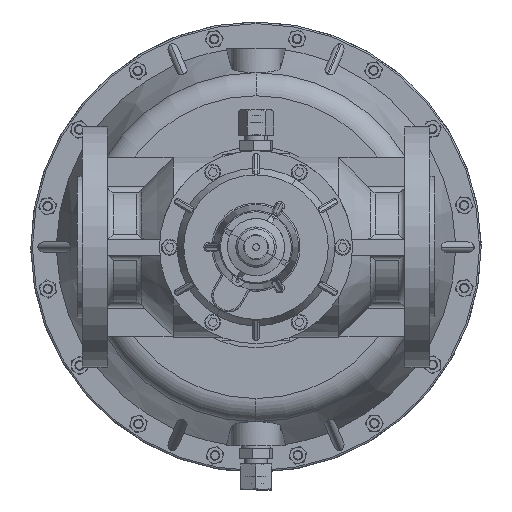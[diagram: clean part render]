
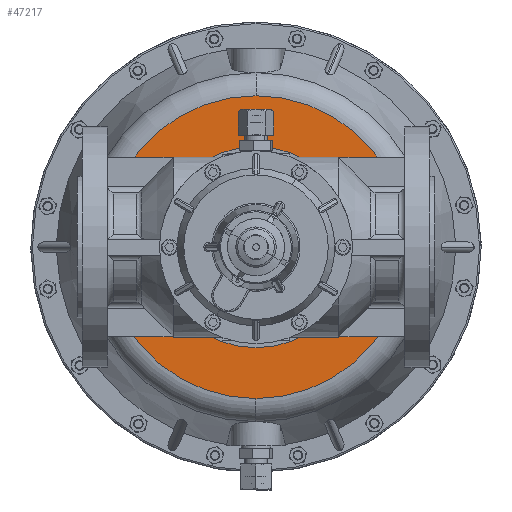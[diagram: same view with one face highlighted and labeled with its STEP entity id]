
A CAD part, front view. The second image highlights one B-rep face of the part: STEP entity #47217.
In plain terms, the highlighted planar face has unit normal (0, -1, 0).
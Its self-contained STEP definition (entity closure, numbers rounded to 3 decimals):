
#173 = CARTESIAN_POINT ( 'NONE',  ( -56.165, 4.702, 783.438 ) ) ;
#975 = CIRCLE ( 'NONE', #33831, 4.25 ) ;
#1589 = DIRECTION ( 'NONE',  ( 1., 0., 0. ) ) ;
#2216 = ORIENTED_EDGE ( 'NONE', *, *, #99625, .F. ) ;
#2806 = ORIENTED_EDGE ( 'NONE', *, *, #52596, .F. ) ;
#4413 = DIRECTION ( 'NONE',  ( 0., 0., 1. ) ) ;
#4657 = CARTESIAN_POINT ( 'NONE',  ( -56.165, 4.702, 689.3 ) ) ;
#4850 = EDGE_LOOP ( 'NONE', ( #7389, #2806 ) ) ;
#6144 = CARTESIAN_POINT ( 'NONE',  ( -91.697, 4.702, 653.768 ) ) ;
#6704 = EDGE_LOOP ( 'NONE', ( #38005, #62547 ) ) ;
#7389 = ORIENTED_EDGE ( 'NONE', *, *, #100277, .F. ) ;
#7438 = DIRECTION ( 'NONE',  ( 0., -1., 0. ) ) ;
#10559 = AXIS2_PLACEMENT_3D ( 'NONE', #6144, #39094, #82771 ) ;
#12283 = DIRECTION ( 'NONE',  ( 1., 0., 0. ) ) ;
#13038 = CARTESIAN_POINT ( 'NONE',  ( -91.697, 4.702, 658.018 ) ) ;
#14426 = CIRCLE ( 'NONE', #97949, 4.25 ) ;
#15832 = ORIENTED_EDGE ( 'NONE', *, *, #21479, .T. ) ;
#17179 = FACE_BOUND ( 'NONE', #64954, .T. ) ;
#17893 = DIRECTION ( 'NONE',  ( -1., 0., 0. ) ) ;
#18435 = FACE_BOUND ( 'NONE', #92274, .T. ) ;
#19883 = EDGE_CURVE ( 'NONE', #93745, #35314, #75656, .T. ) ;
#21479 = EDGE_CURVE ( 'NONE', #44912, #30215, #100674, .T. ) ;
#22294 = ORIENTED_EDGE ( 'NONE', *, *, #71439, .F. ) ;
#23001 = CARTESIAN_POINT ( 'NONE',  ( -24.883, 4.702, 653.768 ) ) ;
#23568 = CARTESIAN_POINT ( 'NONE',  ( -16.383, 4.702, 653.768 ) ) ;
#23752 = FACE_BOUND ( 'NONE', #6704, .T. ) ;
#24340 = CIRCLE ( 'NONE', #98659, 4.25 ) ;
#24446 = DIRECTION ( 'NONE',  ( 0., 0., 1. ) ) ;
#26541 = ORIENTED_EDGE ( 'NONE', *, *, #33697, .F. ) ;
#28467 = CARTESIAN_POINT ( 'NONE',  ( -20.633, 4.702, 724.832 ) ) ;
#28826 = DIRECTION ( 'NONE',  ( 0., 0., -1. ) ) ;
#29314 = CARTESIAN_POINT ( 'NONE',  ( -91.697, 4.702, 649.518 ) ) ;
#30215 = VERTEX_POINT ( 'NONE', #98640 ) ;
#31948 = AXIS2_PLACEMENT_3D ( 'NONE', #34587, #68262, #17893 ) ;
#32087 = VERTEX_POINT ( 'NONE', #62733 ) ;
#33697 = EDGE_CURVE ( 'NONE', #95728, #104177, #55124, .T. ) ;
#33831 = AXIS2_PLACEMENT_3D ( 'NONE', #65563, #7438, #24446 ) ;
#34395 = EDGE_CURVE ( 'NONE', #30215, #44912, #108015, .T. ) ;
#34587 = CARTESIAN_POINT ( 'NONE',  ( -20.633, 4.702, 653.768 ) ) ;
#34791 = CIRCLE ( 'NONE', #37449, 45.75 ) ;
#35314 = VERTEX_POINT ( 'NONE', #13038 ) ;
#37396 = DIRECTION ( 'NONE',  ( 0., -1., 0. ) ) ;
#37449 = AXIS2_PLACEMENT_3D ( 'NONE', #47465, #39325, #40080 ) ;
#37766 = DIRECTION ( 'NONE',  ( 0., 0., 1. ) ) ;
#38005 = ORIENTED_EDGE ( 'NONE', *, *, #102446, .F. ) ;
#39094 = DIRECTION ( 'NONE',  ( 0., -1., 0. ) ) ;
#39244 = AXIS2_PLACEMENT_3D ( 'NONE', #96571, #37396, #4413 ) ;
#39325 = DIRECTION ( 'NONE',  ( 0., -1., 0. ) ) ;
#40080 = DIRECTION ( 'NONE',  ( 0., 0., 1. ) ) ;
#40455 = CARTESIAN_POINT ( 'NONE',  ( -91.697, 4.702, 724.832 ) ) ;
#41968 = VERTEX_POINT ( 'NONE', #45945 ) ;
#44912 = VERTEX_POINT ( 'NONE', #173 ) ;
#45945 = CARTESIAN_POINT ( 'NONE',  ( -87.447, 4.702, 724.832 ) ) ;
#46055 = AXIS2_PLACEMENT_3D ( 'NONE', #91103, #49995, #65906 ) ;
#47217 = ADVANCED_FACE ( 'NONE', ( #18435, #23752, #17179, #71455, #88634, #66154 ), #53644, .T. ) ;
#47362 = DIRECTION ( 'NONE',  ( -1., 0., 0. ) ) ;
#47465 = CARTESIAN_POINT ( 'NONE',  ( -56.165, 4.702, 689.3 ) ) ;
#49995 = DIRECTION ( 'NONE',  ( 0., -1., 0. ) ) ;
#52596 = EDGE_CURVE ( 'NONE', #63275, #63165, #34791, .T. ) ;
#53248 = ORIENTED_EDGE ( 'NONE', *, *, #93728, .F. ) ;
#53644 = PLANE ( 'NONE',  #39244 ) ;
#54686 = DIRECTION ( 'NONE',  ( 0., -1., 0. ) ) ;
#55124 = CIRCLE ( 'NONE', #31948, 4.25 ) ;
#58649 = CIRCLE ( 'NONE', #93080, 45.75 ) ;
#60162 = AXIS2_PLACEMENT_3D ( 'NONE', #78185, #69305, #1589 ) ;
#61023 = CARTESIAN_POINT ( 'NONE',  ( -20.633, 4.702, 729.082 ) ) ;
#61040 = DIRECTION ( 'NONE',  ( 0., -1., 0. ) ) ;
#62086 = CARTESIAN_POINT ( 'NONE',  ( -20.633, 4.702, 724.832 ) ) ;
#62149 = CARTESIAN_POINT ( 'NONE',  ( -56.165, 4.702, 735.05 ) ) ;
#62547 = ORIENTED_EDGE ( 'NONE', *, *, #63222, .F. ) ;
#62733 = CARTESIAN_POINT ( 'NONE',  ( -95.947, 4.702, 724.832 ) ) ;
#63165 = VERTEX_POINT ( 'NONE', #86958 ) ;
#63222 = EDGE_CURVE ( 'NONE', #88573, #75749, #14426, .T. ) ;
#63275 = VERTEX_POINT ( 'NONE', #62149 ) ;
#63775 = ORIENTED_EDGE ( 'NONE', *, *, #34395, .T. ) ;
#64954 = EDGE_LOOP ( 'NONE', ( #26541, #2216 ) ) ;
#65563 = CARTESIAN_POINT ( 'NONE',  ( -91.697, 4.702, 653.768 ) ) ;
#65906 = DIRECTION ( 'NONE',  ( 0., 0., 1. ) ) ;
#66154 = FACE_BOUND ( 'NONE', #4850, .T. ) ;
#66182 = CIRCLE ( 'NONE', #60162, 4.25 ) ;
#67563 = CIRCLE ( 'NONE', #101752, 4.25 ) ;
#68262 = DIRECTION ( 'NONE',  ( 0., -1., 0. ) ) ;
#69305 = DIRECTION ( 'NONE',  ( 0., -1., 0. ) ) ;
#70083 = CIRCLE ( 'NONE', #108863, 4.25 ) ;
#71439 = EDGE_CURVE ( 'NONE', #41968, #32087, #66182, .T. ) ;
#71455 = FACE_BOUND ( 'NONE', #93979, .T. ) ;
#75656 = CIRCLE ( 'NONE', #10559, 4.25 ) ;
#75749 = VERTEX_POINT ( 'NONE', #102958 ) ;
#78185 = CARTESIAN_POINT ( 'NONE',  ( -91.697, 4.702, 724.832 ) ) ;
#80674 = DIRECTION ( 'NONE',  ( 0., -1., 0. ) ) ;
#80919 = DIRECTION ( 'NONE',  ( 0., 0., 1. ) ) ;
#82275 = DIRECTION ( 'NONE',  ( 0., -1., 0. ) ) ;
#82771 = DIRECTION ( 'NONE',  ( 0., 0., 1. ) ) ;
#86958 = CARTESIAN_POINT ( 'NONE',  ( -56.165, 4.702, 643.55 ) ) ;
#86969 = EDGE_LOOP ( 'NONE', ( #15832, #63775 ) ) ;
#88000 = DIRECTION ( 'NONE',  ( 0., 0., -1. ) ) ;
#88573 = VERTEX_POINT ( 'NONE', #61023 ) ;
#88634 = FACE_OUTER_BOUND ( 'NONE', #86969, .T. ) ;
#89176 = CARTESIAN_POINT ( 'NONE',  ( -56.165, 4.702, 689.3 ) ) ;
#91103 = CARTESIAN_POINT ( 'NONE',  ( -56.165, 4.702, 689.3 ) ) ;
#92274 = EDGE_LOOP ( 'NONE', ( #22294, #53248 ) ) ;
#93080 = AXIS2_PLACEMENT_3D ( 'NONE', #4657, #99004, #80919 ) ;
#93728 = EDGE_CURVE ( 'NONE', #32087, #41968, #70083, .T. ) ;
#93745 = VERTEX_POINT ( 'NONE', #29314 ) ;
#93979 = EDGE_LOOP ( 'NONE', ( #103740, #97894 ) ) ;
#95728 = VERTEX_POINT ( 'NONE', #23001 ) ;
#95756 = EDGE_CURVE ( 'NONE', #35314, #93745, #975, .T. ) ;
#96571 = CARTESIAN_POINT ( 'NONE',  ( -56.165, 4.702, 689.3 ) ) ;
#96960 = CARTESIAN_POINT ( 'NONE',  ( -20.633, 4.702, 653.768 ) ) ;
#97894 = ORIENTED_EDGE ( 'NONE', *, *, #19883, .F. ) ;
#97949 = AXIS2_PLACEMENT_3D ( 'NONE', #28467, #61040, #28826 ) ;
#98546 = AXIS2_PLACEMENT_3D ( 'NONE', #89176, #105824, #37766 ) ;
#98640 = CARTESIAN_POINT ( 'NONE',  ( -56.165, 4.702, 595.163 ) ) ;
#98659 = AXIS2_PLACEMENT_3D ( 'NONE', #96960, #80674, #47362 ) ;
#99004 = DIRECTION ( 'NONE',  ( 0., -1., 0. ) ) ;
#99625 = EDGE_CURVE ( 'NONE', #104177, #95728, #24340, .T. ) ;
#100277 = EDGE_CURVE ( 'NONE', #63165, #63275, #58649, .T. ) ;
#100674 = CIRCLE ( 'NONE', #46055, 94.138 ) ;
#101752 = AXIS2_PLACEMENT_3D ( 'NONE', #62086, #54686, #88000 ) ;
#102446 = EDGE_CURVE ( 'NONE', #75749, #88573, #67563, .T. ) ;
#102958 = CARTESIAN_POINT ( 'NONE',  ( -20.633, 4.702, 720.582 ) ) ;
#103740 = ORIENTED_EDGE ( 'NONE', *, *, #95756, .F. ) ;
#104177 = VERTEX_POINT ( 'NONE', #23568 ) ;
#105824 = DIRECTION ( 'NONE',  ( 0., -1., 0. ) ) ;
#108015 = CIRCLE ( 'NONE', #98546, 94.138 ) ;
#108863 = AXIS2_PLACEMENT_3D ( 'NONE', #40455, #82275, #12283 ) ;
